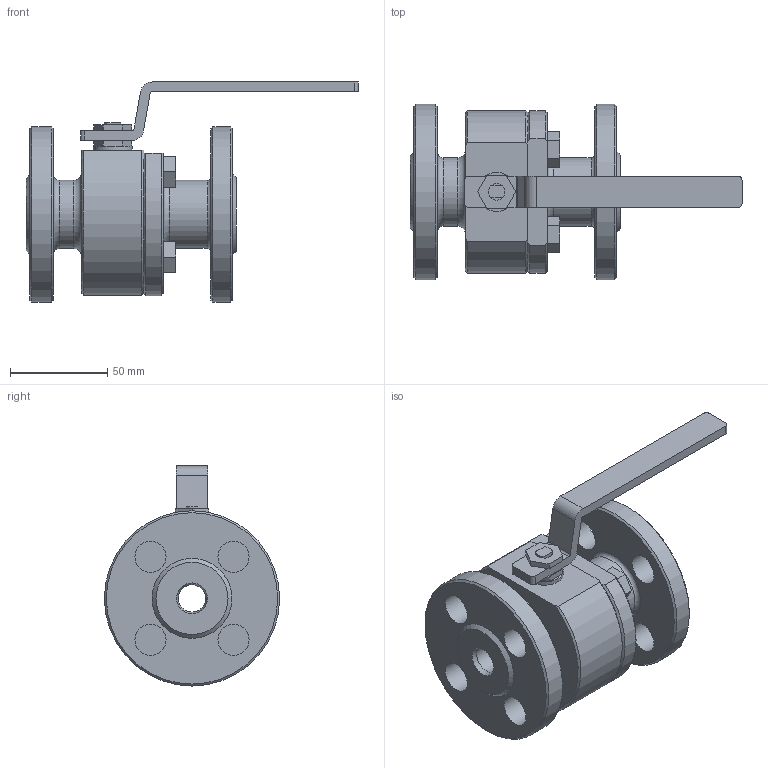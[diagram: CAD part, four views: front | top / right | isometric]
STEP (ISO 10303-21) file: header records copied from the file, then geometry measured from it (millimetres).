
FILE_DESCRIPTION( ( 'STEP AP214' ), '1' );
FILE_NAME( ' ', ' ', ( ' ' ), ( ' ' ), 'PSStep 13.0', 'VISI 18.0', ' ' );
FILE_SCHEMA( ( 'AUTOMOTIVE_DESIGN { 1 0 10303 214 1 1 1 1 }' ) );
Length unit declared in the file: millimetre
Products named in the file (1): 1
Bounding box: 170.5 x 90 x 113 mm (x, y, z)
Volume: 366812.1 mm3; surface area: 78092.3 mm2
Topology: 1 solids, 6 shells, 169 faces, 380 edges, 244 vertices
Faces by surface type: plane 93, cylinder 49, cone 23, torus 4
Full cylindrical faces by diameter (mm): 8.5 x4, 12 x4, 14 x2, 16 x9, 16.5 x2, 20 x1, 24 x2, 29.5 x1, 33 x1, 33.2 x1, 35 x2, 37.8 x1, 38 x1, 40 x1, 45 x1, 90 x2
Entity records: 5751 total; most frequent: CARTESIAN_POINT 800, DIRECTION 758, ORIENTED_EDGE 614, EDGE_CURVE 307, AXIS2_PLACEMENT_3D 291, EDGE_LOOP 268, VERTEX_POINT 233, FACE_OUTER_BOUND 208
